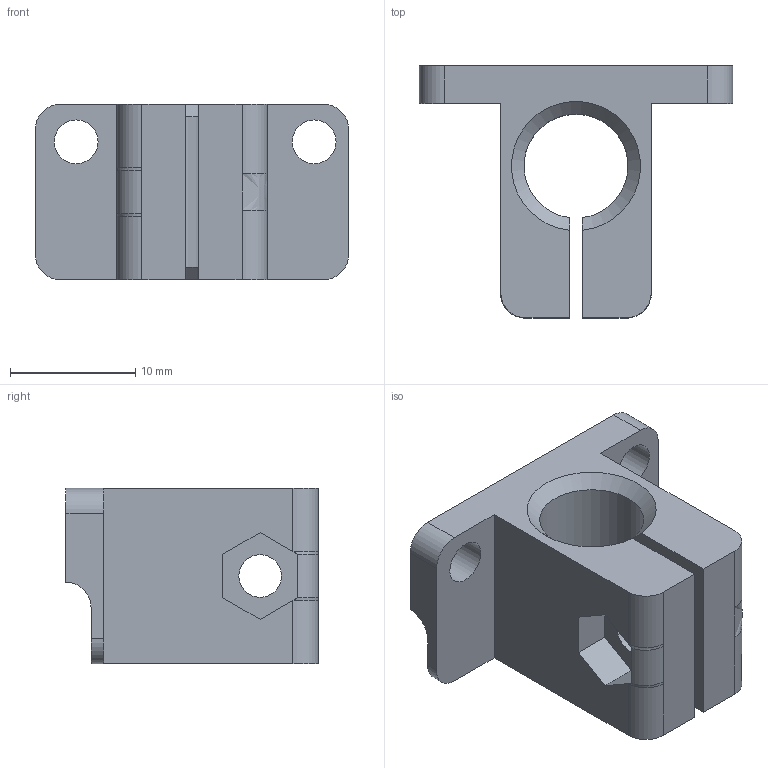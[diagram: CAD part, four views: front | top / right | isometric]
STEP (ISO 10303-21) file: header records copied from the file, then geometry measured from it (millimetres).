
FILE_DESCRIPTION(/* description */ ('FreeCAD Model'),/* implementation_level */ '2;1');
FILE_NAME(/* name */ 'Y Endstop Holder.stp',/* time_stamp */ '2019-04-02T19:33:06+01:00',/* author */ ('Ax'),/* organization */ (''),/* preprocessor_version */ 'ST-DEVELOPER v17.2',/* originating_system */ 'Autodesk Inventor 2019',/* authorisation */ 'Unknown');
FILE_SCHEMA (('AUTOMOTIVE_DESIGN { 1 0 10303 214 3 1 1 }'));
Length unit declared in the file: millimetre
Products named in the file (1): Y_Endstop_Holder
Bounding box: 25 x 20.12 x 14 mm (x, y, z)
Volume: 2414 mm3; surface area: 2309.1 mm2
Topology: 1 solids, 1 shells, 44 faces, 129 edges, 87 vertices
Faces by surface type: plane 23, cylinder 16, bspline 3, cone 2
Full cylindrical faces by diameter (mm): 3.4 x2, 3.5 x2, 6 x1
Entity records: 1662 total; most frequent: CARTESIAN_POINT 395, ORIENTED_EDGE 258, DIRECTION 255, EDGE_CURVE 129, AXIS2_PLACEMENT_3D 89, VERTEX_POINT 87, LINE 77, VECTOR 77
